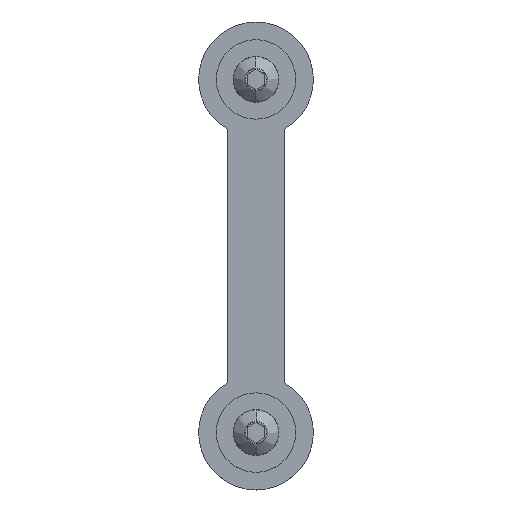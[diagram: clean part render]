
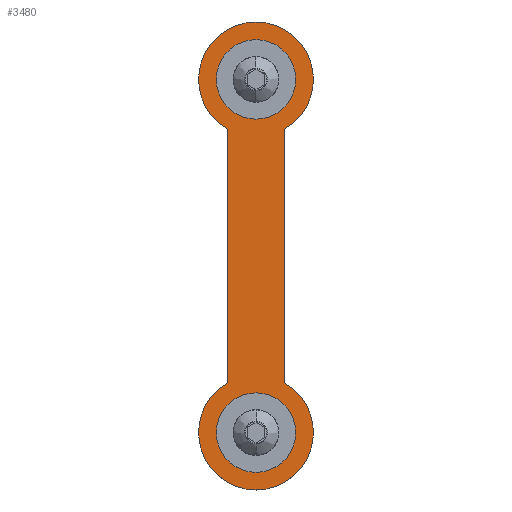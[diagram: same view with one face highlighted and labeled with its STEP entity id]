
A CAD part, top view. The second image highlights one B-rep face of the part: STEP entity #3480.
In plain terms, the highlighted planar face has unit normal (0, 0, 1).
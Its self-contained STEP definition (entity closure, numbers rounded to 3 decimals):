
#39 = ORIENTED_EDGE ( 'NONE', *, *, #3118, .T. ) ;
#118 = AXIS2_PLACEMENT_3D ( 'NONE', #2854, #2874, #2884 ) ;
#187 = DIRECTION ( 'NONE',  ( -1., 0., 0. ) ) ;
#238 = EDGE_CURVE ( 'NONE', #9238, #4042, #7864, .T. ) ;
#281 = CIRCLE ( 'NONE', #118, 13. ) ;
#284 = LINE ( 'NONE', #1663, #4233 ) ;
#341 = CIRCLE ( 'NONE', #460, 3.25 ) ;
#460 = AXIS2_PLACEMENT_3D ( 'NONE', #6435, #6432, #6430 ) ;
#634 = EDGE_CURVE ( 'NONE', #7834, #1436, #341, .T. ) ;
#804 = EDGE_CURVE ( 'NONE', #7702, #4370, #8147, .T. ) ;
#816 = CARTESIAN_POINT ( 'NONE',  ( 9.043, 57.433, -24.769 ) ) ;
#856 = CARTESIAN_POINT ( 'NONE',  ( 28.543, 46.175, -24.769 ) ) ;
#882 = CARTESIAN_POINT ( 'NONE',  ( 18.793, -22.567, -24.769 ) ) ;
#1173 = FACE_BOUND ( 'NONE', #7166, .T. ) ;
#1236 = ORIENTED_EDGE ( 'NONE', *, *, #7030, .T. ) ;
#1263 = VERTEX_POINT ( 'NONE', #2191 ) ;
#1349 = EDGE_CURVE ( 'NONE', #4042, #4738, #284, .T. ) ;
#1436 = VERTEX_POINT ( 'NONE', #882 ) ;
#1571 = ORIENTED_EDGE ( 'NONE', *, *, #238, .T. ) ;
#1654 = DIRECTION ( 'NONE',  ( 0., 1., 0. ) ) ;
#1663 = CARTESIAN_POINT ( 'NONE',  ( 28.543, 57.433, -24.769 ) ) ;
#1803 = ORIENTED_EDGE ( 'NONE', *, *, #8989, .T. ) ;
#1814 = ORIENTED_EDGE ( 'NONE', *, *, #8924, .T. ) ;
#1984 = CARTESIAN_POINT ( 'NONE',  ( 22.043, 57.433, -24.769 ) ) ;
#1986 = DIRECTION ( 'NONE',  ( 0., 0., 1. ) ) ;
#1993 = DIRECTION ( 'NONE',  ( -1., 0., 0. ) ) ;
#2060 = CARTESIAN_POINT ( 'NONE',  ( 25.293, -22.567, -24.769 ) ) ;
#2128 = CARTESIAN_POINT ( 'NONE',  ( 9.043, -22.567, -24.769 ) ) ;
#2148 = CIRCLE ( 'NONE', #6442, 13. ) ;
#2191 = CARTESIAN_POINT ( 'NONE',  ( 25.293, 57.433, -24.769 ) ) ;
#2392 = CARTESIAN_POINT ( 'NONE',  ( 15.543, -11.309, -24.769 ) ) ;
#2435 = VECTOR ( 'NONE', #5700, 1000. ) ;
#2477 = CARTESIAN_POINT ( 'NONE',  ( 22.043, 57.433, -24.769 ) ) ;
#2512 = DIRECTION ( 'NONE',  ( 0., 0., -1. ) ) ;
#2714 = CARTESIAN_POINT ( 'NONE',  ( 22.043, 57.433, -24.769 ) ) ;
#2737 = DIRECTION ( 'NONE',  ( 0., 0., 1. ) ) ;
#2754 = DIRECTION ( 'NONE',  ( 0., 0., -1. ) ) ;
#2761 = DIRECTION ( 'NONE',  ( -1., 0., 0. ) ) ;
#2787 = CARTESIAN_POINT ( 'NONE',  ( 22.043, -22.567, -24.769 ) ) ;
#2854 = CARTESIAN_POINT ( 'NONE',  ( 22.043, -22.567, -24.769 ) ) ;
#2874 = DIRECTION ( 'NONE',  ( 0., 0., 1. ) ) ;
#2881 = DIRECTION ( 'NONE',  ( -1., 0., 0. ) ) ;
#2884 = DIRECTION ( 'NONE',  ( -1., 0., 0. ) ) ;
#2970 = ORIENTED_EDGE ( 'NONE', *, *, #7503, .T. ) ;
#3118 = EDGE_CURVE ( 'NONE', #4370, #4417, #6722, .T. ) ;
#3172 = EDGE_CURVE ( 'NONE', #1436, #7834, #3288, .T. ) ;
#3288 = CIRCLE ( 'NONE', #4803, 3.25 ) ;
#3306 = VERTEX_POINT ( 'NONE', #5337 ) ;
#3361 = CARTESIAN_POINT ( 'NONE',  ( 15.543, 46.175, -24.769 ) ) ;
#3480 = ADVANCED_FACE ( 'NONE', ( #1173, #4858, #6687 ), #7522, .T. ) ;
#3628 = CARTESIAN_POINT ( 'NONE',  ( 28.543, -11.309, -24.769 ) ) ;
#3648 = ORIENTED_EDGE ( 'NONE', *, *, #3172, .T. ) ;
#3939 = ORIENTED_EDGE ( 'NONE', *, *, #8349, .T. ) ;
#4002 = CIRCLE ( 'NONE', #9017, 3.25 ) ;
#4042 = VERTEX_POINT ( 'NONE', #3628 ) ;
#4111 = ORIENTED_EDGE ( 'NONE', *, *, #1349, .T. ) ;
#4233 = VECTOR ( 'NONE', #1654, 1000. ) ;
#4370 = VERTEX_POINT ( 'NONE', #2392 ) ;
#4417 = VERTEX_POINT ( 'NONE', #2128 ) ;
#4561 = ORIENTED_EDGE ( 'NONE', *, *, #634, .T. ) ;
#4671 = AXIS2_PLACEMENT_3D ( 'NONE', #8867, #8864, #8857 ) ;
#4738 = VERTEX_POINT ( 'NONE', #856 ) ;
#4803 = AXIS2_PLACEMENT_3D ( 'NONE', #2787, #2754, #2881 ) ;
#4858 = FACE_OUTER_BOUND ( 'NONE', #5210, .T. ) ;
#5210 = EDGE_LOOP ( 'NONE', ( #39, #1803, #1571, #4111, #3939, #1236, #7274, #6737 ) ) ;
#5337 = CARTESIAN_POINT ( 'NONE',  ( 35.043, 57.433, -24.769 ) ) ;
#5486 = VERTEX_POINT ( 'NONE', #9141 ) ;
#5547 = CARTESIAN_POINT ( 'NONE',  ( 15.543, 57.433, -24.769 ) ) ;
#5618 = AXIS2_PLACEMENT_3D ( 'NONE', #6002, #5967, #6027 ) ;
#5638 = VERTEX_POINT ( 'NONE', #816 ) ;
#5700 = DIRECTION ( 'NONE',  ( 0., -1., 0. ) ) ;
#5810 = DIRECTION ( 'NONE',  ( 0., 0., 1. ) ) ;
#5889 = CARTESIAN_POINT ( 'NONE',  ( 22.043, 57.433, -24.769 ) ) ;
#5967 = DIRECTION ( 'NONE',  ( 0., 0., -1. ) ) ;
#6002 = CARTESIAN_POINT ( 'NONE',  ( 22.043, 57.433, -24.769 ) ) ;
#6027 = DIRECTION ( 'NONE',  ( -1., 0., 0. ) ) ;
#6059 = DIRECTION ( 'NONE',  ( -1., 0., 0. ) ) ;
#6430 = DIRECTION ( 'NONE',  ( -1., 0., 0. ) ) ;
#6432 = DIRECTION ( 'NONE',  ( 0., 0., -1. ) ) ;
#6435 = CARTESIAN_POINT ( 'NONE',  ( 22.043, -22.567, -24.769 ) ) ;
#6442 = AXIS2_PLACEMENT_3D ( 'NONE', #5889, #5810, #6059 ) ;
#6638 = CIRCLE ( 'NONE', #8139, 13. ) ;
#6665 = EDGE_CURVE ( 'NONE', #5638, #7702, #7308, .T. ) ;
#6687 = FACE_BOUND ( 'NONE', #8187, .T. ) ;
#6722 = CIRCLE ( 'NONE', #6837, 13. ) ;
#6737 = ORIENTED_EDGE ( 'NONE', *, *, #804, .T. ) ;
#6837 = AXIS2_PLACEMENT_3D ( 'NONE', #8103, #8217, #8126 ) ;
#7030 = EDGE_CURVE ( 'NONE', #3306, #5638, #2148, .T. ) ;
#7166 = EDGE_LOOP ( 'NONE', ( #3648, #4561 ) ) ;
#7274 = ORIENTED_EDGE ( 'NONE', *, *, #6665, .T. ) ;
#7308 = CIRCLE ( 'NONE', #7593, 13. ) ;
#7503 = EDGE_CURVE ( 'NONE', #1263, #5486, #8278, .T. ) ;
#7522 = PLANE ( 'NONE',  #7730 ) ;
#7593 = AXIS2_PLACEMENT_3D ( 'NONE', #1984, #1986, #1993 ) ;
#7651 = DIRECTION ( 'NONE',  ( 1., 0., 0. ) ) ;
#7702 = VERTEX_POINT ( 'NONE', #3361 ) ;
#7725 = DIRECTION ( 'NONE',  ( 0., 0., 1. ) ) ;
#7730 = AXIS2_PLACEMENT_3D ( 'NONE', #8870, #7725, #7651 ) ;
#7834 = VERTEX_POINT ( 'NONE', #2060 ) ;
#7864 = CIRCLE ( 'NONE', #4671, 13. ) ;
#8103 = CARTESIAN_POINT ( 'NONE',  ( 22.043, -22.567, -24.769 ) ) ;
#8113 = CARTESIAN_POINT ( 'NONE',  ( 35.043, -22.567, -24.769 ) ) ;
#8126 = DIRECTION ( 'NONE',  ( -1., 0., 0. ) ) ;
#8139 = AXIS2_PLACEMENT_3D ( 'NONE', #2714, #2737, #2761 ) ;
#8147 = LINE ( 'NONE', #5547, #2435 ) ;
#8187 = EDGE_LOOP ( 'NONE', ( #1814, #2970 ) ) ;
#8217 = DIRECTION ( 'NONE',  ( 0., 0., 1. ) ) ;
#8278 = CIRCLE ( 'NONE', #5618, 3.25 ) ;
#8349 = EDGE_CURVE ( 'NONE', #4738, #3306, #6638, .T. ) ;
#8857 = DIRECTION ( 'NONE',  ( -1., 0., 0. ) ) ;
#8864 = DIRECTION ( 'NONE',  ( 0., 0., 1. ) ) ;
#8867 = CARTESIAN_POINT ( 'NONE',  ( 22.043, -22.567, -24.769 ) ) ;
#8870 = CARTESIAN_POINT ( 'NONE',  ( 22.043, 57.433, -24.769 ) ) ;
#8924 = EDGE_CURVE ( 'NONE', #5486, #1263, #4002, .T. ) ;
#8989 = EDGE_CURVE ( 'NONE', #4417, #9238, #281, .T. ) ;
#9017 = AXIS2_PLACEMENT_3D ( 'NONE', #2477, #2512, #187 ) ;
#9141 = CARTESIAN_POINT ( 'NONE',  ( 18.793, 57.433, -24.769 ) ) ;
#9238 = VERTEX_POINT ( 'NONE', #8113 ) ;
